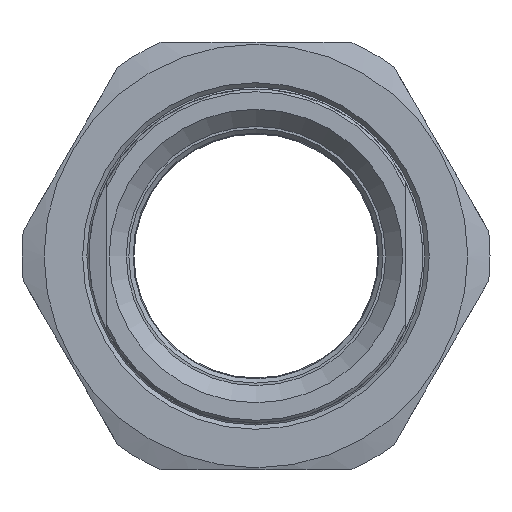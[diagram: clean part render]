
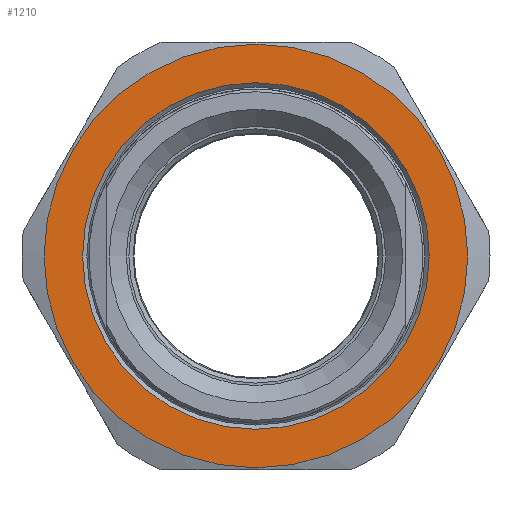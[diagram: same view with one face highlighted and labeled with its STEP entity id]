
A CAD part, left-side view. The second image highlights one B-rep face of the part: STEP entity #1210.
In plain terms, the highlighted planar face has unit normal (-1, 0, 0).
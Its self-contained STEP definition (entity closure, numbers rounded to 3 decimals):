
#54=FACE_BOUND('',#226,.T.);
#112=PLANE('',#1378);
#149=FACE_OUTER_BOUND('',#225,.T.);
#225=EDGE_LOOP('',(#895));
#226=EDGE_LOOP('',(#896));
#425=CIRCLE('',#1368,24.75);
#426=CIRCLE('',#1373,20.25);
#536=VERTEX_POINT('',#2060);
#537=VERTEX_POINT('',#2070);
#669=EDGE_CURVE('',#536,#536,#425,.T.);
#671=EDGE_CURVE('',#537,#537,#426,.T.);
#895=ORIENTED_EDGE('',*,*,#669,.T.);
#896=ORIENTED_EDGE('',*,*,#671,.F.);
#1210=ADVANCED_FACE('',(#149,#54),#112,.F.);
#1368=AXIS2_PLACEMENT_3D('',#2062,#1596,#1597);
#1373=AXIS2_PLACEMENT_3D('',#2071,#1606,#1607);
#1378=AXIS2_PLACEMENT_3D('',#2081,#1618,#1619);
#1596=DIRECTION('center_axis',(-1.,0.,0.));
#1597=DIRECTION('ref_axis',(0.,1.,0.));
#1606=DIRECTION('center_axis',(-1.,0.,0.));
#1607=DIRECTION('ref_axis',(0.,-1.,0.));
#1618=DIRECTION('center_axis',(1.,0.,0.));
#1619=DIRECTION('ref_axis',(0.,0.,-1.));
#2060=CARTESIAN_POINT('',(-18.5,-24.75,0.));
#2062=CARTESIAN_POINT('Origin',(-18.5,0.,0.));
#2070=CARTESIAN_POINT('',(-18.5,20.25,0.));
#2071=CARTESIAN_POINT('Origin',(-18.5,0.,0.));
#2081=CARTESIAN_POINT('Origin',(-18.5,0.,0.));
